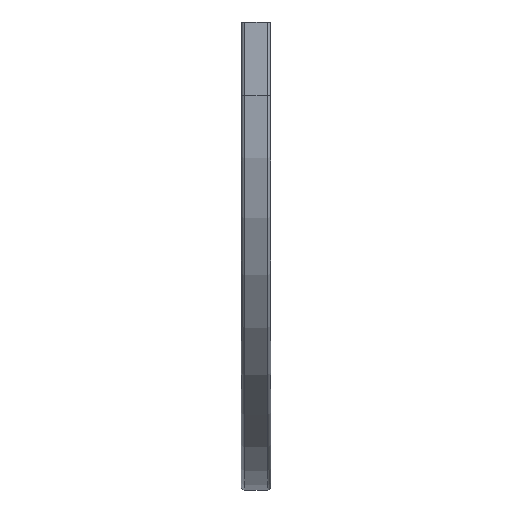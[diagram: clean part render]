
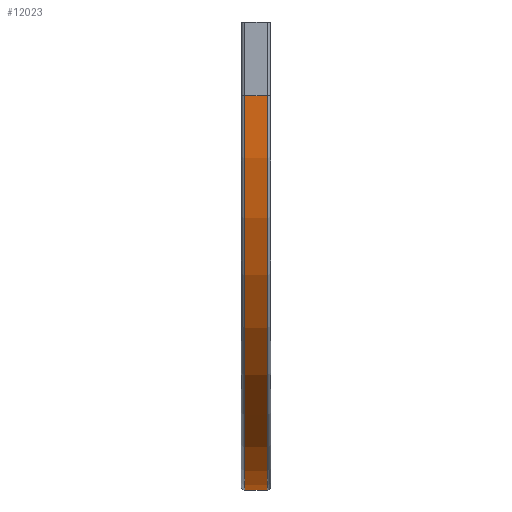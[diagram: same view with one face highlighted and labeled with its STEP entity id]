
A CAD part, left-side view. The second image highlights one B-rep face of the part: STEP entity #12023.
In plain terms, the highlighted cylindrical face has radius 800 mm (diameter 1600 mm), a partial arc.
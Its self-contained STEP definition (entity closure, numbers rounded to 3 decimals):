
#362 = FACE_OUTER_BOUND ( 'NONE', #9314, .T. ) ;
#477 = VECTOR ( 'NONE', #11042, 1000. ) ;
#608 = ORIENTED_EDGE ( 'NONE', *, *, #7315, .F. ) ;
#1519 = EDGE_CURVE ( 'NONE', #15278, #16367, #6841, .T. ) ;
#1534 = DIRECTION ( 'NONE',  ( 1., 0., 0. ) ) ;
#1875 = VERTEX_POINT ( 'NONE', #19779 ) ;
#3525 = VECTOR ( 'NONE', #10227, 1000. ) ;
#3605 = DIRECTION ( 'NONE',  ( 1., 0., 0. ) ) ;
#3636 = DIRECTION ( 'NONE',  ( 0., 1., 0. ) ) ;
#3671 = CARTESIAN_POINT ( 'NONE',  ( 315., 22.5, -150. ) ) ;
#5954 = CARTESIAN_POINT ( 'NONE',  ( 315., -22.5, -950. ) ) ;
#6841 = CIRCLE ( 'NONE', #7443, 800. ) ;
#7069 = EDGE_CURVE ( 'NONE', #15278, #12351, #21212, .T. ) ;
#7315 = EDGE_CURVE ( 'NONE', #12351, #1875, #12388, .T. ) ;
#7443 = AXIS2_PLACEMENT_3D ( 'NONE', #18744, #17326, #16308 ) ;
#8474 = ORIENTED_EDGE ( 'NONE', *, *, #1519, .T. ) ;
#9195 = AXIS2_PLACEMENT_3D ( 'NONE', #3671, #3636, #3605 ) ;
#9301 = CARTESIAN_POINT ( 'NONE',  ( -485., 6.791, -150. ) ) ;
#9314 = EDGE_LOOP ( 'NONE', ( #11370, #8474, #11932, #608 ) ) ;
#9357 = LINE ( 'NONE', #9301, #477 ) ;
#10150 = CARTESIAN_POINT ( 'NONE',  ( 315., 6.791, -950. ) ) ;
#10227 = DIRECTION ( 'NONE',  ( 0., 1., 0. ) ) ;
#11042 = DIRECTION ( 'NONE',  ( 0., 1., 0. ) ) ;
#11370 = ORIENTED_EDGE ( 'NONE', *, *, #7069, .F. ) ;
#11632 = CARTESIAN_POINT ( 'NONE',  ( 315., 0., -150. ) ) ;
#11932 = ORIENTED_EDGE ( 'NONE', *, *, #16844, .T. ) ;
#12023 = ADVANCED_FACE ( 'NONE', ( #362 ), #13225, .T. ) ;
#12351 = VERTEX_POINT ( 'NONE', #20578 ) ;
#12388 = CIRCLE ( 'NONE', #9195, 800. ) ;
#12808 = AXIS2_PLACEMENT_3D ( 'NONE', #11632, #19943, #1534 ) ;
#12974 = CARTESIAN_POINT ( 'NONE',  ( -485., -22.5, -150. ) ) ;
#13225 = CYLINDRICAL_SURFACE ( 'NONE', #12808, 800. ) ;
#15278 = VERTEX_POINT ( 'NONE', #5954 ) ;
#16308 = DIRECTION ( 'NONE',  ( 1., 0., 0. ) ) ;
#16367 = VERTEX_POINT ( 'NONE', #12974 ) ;
#16844 = EDGE_CURVE ( 'NONE', #16367, #1875, #9357, .T. ) ;
#17326 = DIRECTION ( 'NONE',  ( 0., 1., 0. ) ) ;
#18744 = CARTESIAN_POINT ( 'NONE',  ( 315., -22.5, -150. ) ) ;
#19779 = CARTESIAN_POINT ( 'NONE',  ( -485., 22.5, -150. ) ) ;
#19943 = DIRECTION ( 'NONE',  ( 0., 1., 0. ) ) ;
#20578 = CARTESIAN_POINT ( 'NONE',  ( 315., 22.5, -950. ) ) ;
#21212 = LINE ( 'NONE', #10150, #3525 ) ;
